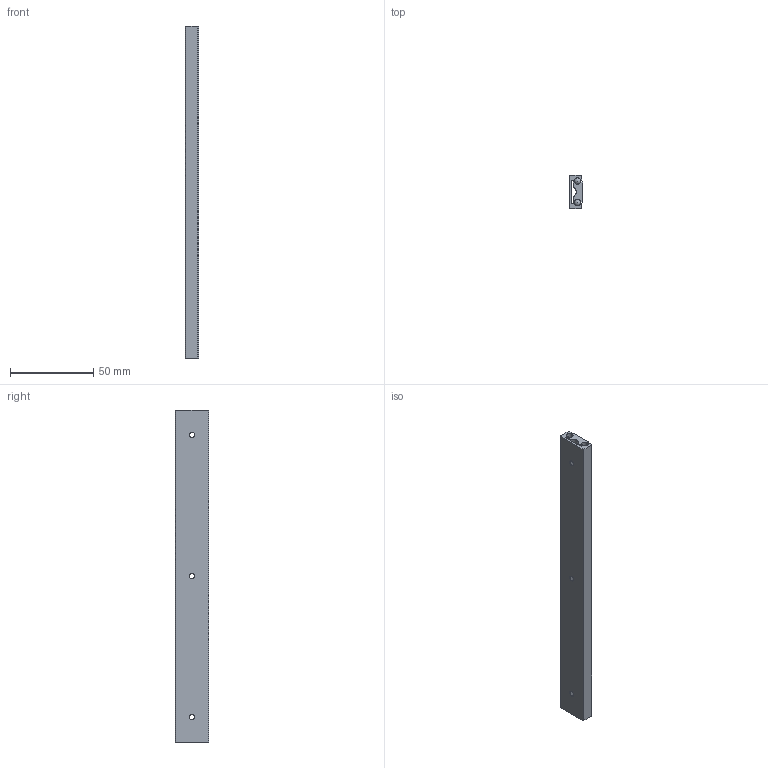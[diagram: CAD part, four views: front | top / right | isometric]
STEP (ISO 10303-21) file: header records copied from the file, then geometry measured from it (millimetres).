
FILE_DESCRIPTION(/* description */ ('STEP AP203'),/* implementation_level */ '2;1');
FILE_NAME(/* name */ 'SAR220',/* time_stamp */ '2025-01-28T03:45:26+01:00',/* author */ ('License CC BY-ND 4.0'),/* organization */ ('CADENAS'),/* preprocessor_version */ 'ST-DEVELOPER v19.3',/* originating_system */ 'PARTsolutions',/* authorisation */ ' ');
FILE_SCHEMA (('CONFIG_CONTROL_DESIGN'));
Length unit declared in the file: millimetre
Products named in the file (3): SAR220; SAR2-20_r; SAR2-20_b
Assembly tree (2 placements, depth 2):
  SAR220
    SAR2-20_r
    SAR2-20_b
Bounding box: 8 x 20 x 200 mm (x, y, z)
Volume: 22437.1 mm3; surface area: 23328.9 mm2
Topology: 2 solids, 2 shells, 131 faces, 477 edges, 317 vertices
Faces by surface type: cylinder 66, sphere 32, plane 21, cone 12
Full cylindrical faces by diameter (mm): 3.242 x3, 6.5 x1
Entity records: 5035 total; most frequent: CARTESIAN_POINT 1754, ORIENTED_EDGE 734, DIRECTION 564, EDGE_CURVE 367, VERTEX_POINT 249, AXIS2_PLACEMENT_3D 209, EDGE_LOOP 154, FACE_BOUND 154
